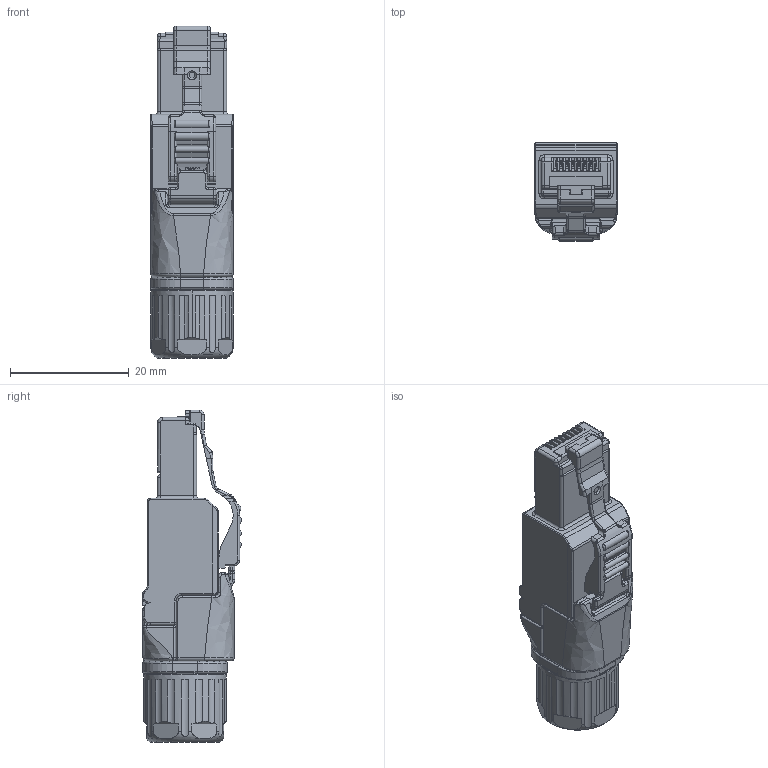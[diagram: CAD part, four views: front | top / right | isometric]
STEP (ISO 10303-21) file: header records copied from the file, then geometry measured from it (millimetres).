
FILE_DESCRIPTION(('Creo Elements/Direct Modeling STEP Export'),'2;1');
FILE_NAME('223mj5461bnljto10172','2024-02-23T15:22:31',(''),(''),'Creo Elements/Direct Modeling STEP processor for AP214 (Solid Model)','Creo Elements/Direct Modeling 20.5B 27-May-2023 (C) Parametric Technology GmbH','');
FILE_SCHEMA(('AUTOMOTIVE_DESIGN { 1 0 10303 214 1 1 1 1 }'));
Products named in the file (1): DTJ_8B_IM1
Bounding box: 13.9 x 16.63 x 55.98 mm (x, y, z)
Volume: 8198.4 mm3; surface area: 4398.6 mm2
Topology: 1 solids, 16 shells, 1582 faces, 4245 edges, 2662 vertices
Faces by surface type: plane 746, cylinder 524, torus 159, bspline 113, cone 20, sphere 20
Entity records: 68718 total; most frequent: CARTESIAN_POINT 17558, ORIENTED_EDGE 8422, DIRECTION 7657, EDGE_CURVE 4211, VERTEX_POINT 2662, AXIS2_PLACEMENT_3D 2607, VECTOR 2443, LINE 2443
